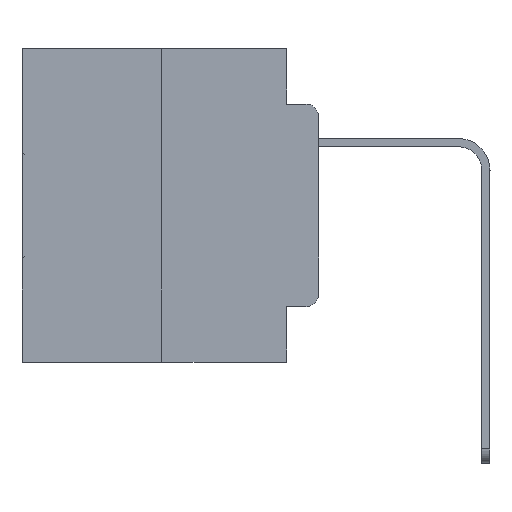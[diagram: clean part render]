
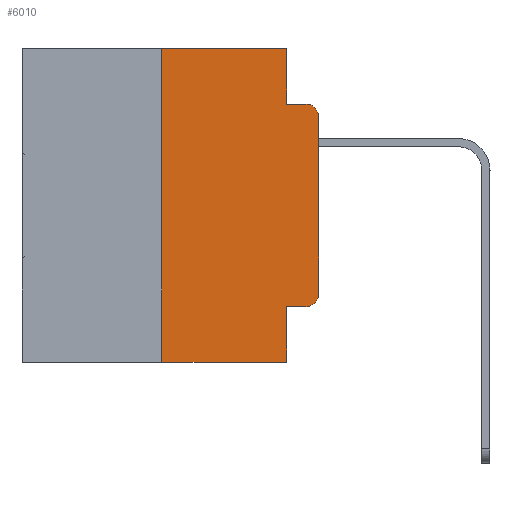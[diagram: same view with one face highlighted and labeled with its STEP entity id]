
A CAD part, left-side view. The second image highlights one B-rep face of the part: STEP entity #6010.
In plain terms, the highlighted planar face has unit normal (-1, 0, 0).
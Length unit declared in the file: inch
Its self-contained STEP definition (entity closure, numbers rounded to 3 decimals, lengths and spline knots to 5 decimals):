
#7 = FACE_OUTER_BOUND ( 'NONE', #6661, .T. ) ;
#47 = VERTEX_POINT ( 'NONE', #674 ) ;
#108 = CARTESIAN_POINT ( 'NONE',  ( 0., 0.051, 0. ) ) ;
#148 = DIRECTION ( 'NONE',  ( 0., 0., 1. ) ) ;
#218 = CARTESIAN_POINT ( 'NONE',  ( 0., 0.051, -0.4115 ) ) ;
#674 = CARTESIAN_POINT ( 'NONE',  ( 0., 0.02, -0.0885 ) ) ;
#864 = EDGE_CURVE ( 'NONE', #19098, #47, #1702, .T. ) ;
#1184 = VECTOR ( 'NONE', #148, 39.37008 ) ;
#1344 = ORIENTED_EDGE ( 'NONE', *, *, #25288, .T. ) ;
#1422 = LINE ( 'NONE', #3896, #16322 ) ;
#1702 = LINE ( 'NONE', #27454, #18746 ) ;
#2347 = DIRECTION ( 'NONE',  ( 0., 0., -1. ) ) ;
#3738 = CARTESIAN_POINT ( 'NONE',  ( 0., 0.25, -0.5 ) ) ;
#3752 = CIRCLE ( 'NONE', #27800, 0.02 ) ;
#3896 = CARTESIAN_POINT ( 'NONE',  ( 0., 0.473, 0. ) ) ;
#4532 = CARTESIAN_POINT ( 'NONE',  ( 0., 0., 0. ) ) ;
#5121 = VERTEX_POINT ( 'NONE', #6519 ) ;
#5332 = DIRECTION ( 'NONE',  ( 0., -1., 0. ) ) ;
#5850 = EDGE_CURVE ( 'NONE', #26796, #20544, #1422, .T. ) ;
#5938 = VERTEX_POINT ( 'NONE', #19761 ) ;
#6010 = ADVANCED_FACE ( 'NONE', ( #7 ), #6530, .F. ) ;
#6057 = ORIENTED_EDGE ( 'NONE', *, *, #5850, .F. ) ;
#6511 = VERTEX_POINT ( 'NONE', #19526 ) ;
#6519 = CARTESIAN_POINT ( 'NONE',  ( 0., 0., -0.1085 ) ) ;
#6530 = PLANE ( 'NONE',  #23778 ) ;
#6661 = EDGE_LOOP ( 'NONE', ( #19159, #1344, #12282, #18712, #6057, #13370, #18727, #21625, #16160, #7187 ) ) ;
#6861 = CARTESIAN_POINT ( 'NONE',  ( 0., 0.02, -0.1085 ) ) ;
#6904 = LINE ( 'NONE', #218, #28416 ) ;
#7084 = VERTEX_POINT ( 'NONE', #3738 ) ;
#7101 = LINE ( 'NONE', #28781, #1184 ) ;
#7187 = ORIENTED_EDGE ( 'NONE', *, *, #23319, .T. ) ;
#7919 = CARTESIAN_POINT ( 'NONE',  ( 0., 0.051, 0. ) ) ;
#9024 = CARTESIAN_POINT ( 'NONE',  ( 0., 0.473, -0.5 ) ) ;
#9202 = CARTESIAN_POINT ( 'NONE',  ( 0., 0.02, -0.4115 ) ) ;
#9294 = LINE ( 'NONE', #4532, #19753 ) ;
#9935 = LINE ( 'NONE', #108, #26955 ) ;
#10128 = CARTESIAN_POINT ( 'NONE',  ( 0., 0., -0.3915 ) ) ;
#10322 = LINE ( 'NONE', #9024, #24243 ) ;
#10388 = EDGE_CURVE ( 'NONE', #21110, #5121, #9294, .T. ) ;
#11276 = DIRECTION ( 'NONE',  ( 0., -1., 0. ) ) ;
#12282 = ORIENTED_EDGE ( 'NONE', *, *, #864, .F. ) ;
#12942 = CARTESIAN_POINT ( 'NONE',  ( 0., 0.473, 0. ) ) ;
#13234 = DIRECTION ( 'NONE',  ( 0., 0., -1. ) ) ;
#13370 = ORIENTED_EDGE ( 'NONE', *, *, #25244, .F. ) ;
#13484 = DIRECTION ( 'NONE',  ( 0., 0., -1. ) ) ;
#13676 = CARTESIAN_POINT ( 'NONE',  ( 0., 0.25, 0. ) ) ;
#14124 = EDGE_CURVE ( 'NONE', #7084, #5938, #10322, .T. ) ;
#14941 = VERTEX_POINT ( 'NONE', #9202 ) ;
#15211 = DIRECTION ( 'NONE',  ( 0., 0., -1. ) ) ;
#15905 = LINE ( 'NONE', #24246, #16606 ) ;
#16160 = ORIENTED_EDGE ( 'NONE', *, *, #19751, .T. ) ;
#16322 = VECTOR ( 'NONE', #28364, 39.37008 ) ;
#16606 = VECTOR ( 'NONE', #15211, 39.37008 ) ;
#18138 = DIRECTION ( 'NONE',  ( 0., 0., 1. ) ) ;
#18383 = DIRECTION ( 'NONE',  ( 0., -1., 0. ) ) ;
#18712 = ORIENTED_EDGE ( 'NONE', *, *, #24198, .F. ) ;
#18727 = ORIENTED_EDGE ( 'NONE', *, *, #14124, .T. ) ;
#18746 = VECTOR ( 'NONE', #5332, 39.37008 ) ;
#19098 = VERTEX_POINT ( 'NONE', #24241 ) ;
#19159 = ORIENTED_EDGE ( 'NONE', *, *, #10388, .T. ) ;
#19526 = CARTESIAN_POINT ( 'NONE',  ( 0., 0.051, -0.4115 ) ) ;
#19603 = DIRECTION ( 'NONE',  ( 0., 0., -1. ) ) ;
#19751 = EDGE_CURVE ( 'NONE', #6511, #14941, #6904, .T. ) ;
#19753 = VECTOR ( 'NONE', #18138, 39.37008 ) ;
#19761 = CARTESIAN_POINT ( 'NONE',  ( 0., 0.051, -0.5 ) ) ;
#20544 = VERTEX_POINT ( 'NONE', #7919 ) ;
#21110 = VERTEX_POINT ( 'NONE', #10128 ) ;
#21625 = ORIENTED_EDGE ( 'NONE', *, *, #23343, .F. ) ;
#23319 = EDGE_CURVE ( 'NONE', #14941, #21110, #3752, .T. ) ;
#23343 = EDGE_CURVE ( 'NONE', #6511, #5938, #15905, .T. ) ;
#23778 = AXIS2_PLACEMENT_3D ( 'NONE', #12942, #26418, #13234 ) ;
#24053 = CARTESIAN_POINT ( 'NONE',  ( 0., 0.02, -0.3915 ) ) ;
#24198 = EDGE_CURVE ( 'NONE', #20544, #19098, #9935, .T. ) ;
#24241 = CARTESIAN_POINT ( 'NONE',  ( 0., 0.051, -0.0885 ) ) ;
#24243 = VECTOR ( 'NONE', #11276, 39.37008 ) ;
#24246 = CARTESIAN_POINT ( 'NONE',  ( 0., 0.051, 0. ) ) ;
#25047 = AXIS2_PLACEMENT_3D ( 'NONE', #6861, #26749, #13484 ) ;
#25244 = EDGE_CURVE ( 'NONE', #7084, #26796, #7101, .T. ) ;
#25288 = EDGE_CURVE ( 'NONE', #5121, #47, #25509, .T. ) ;
#25509 = CIRCLE ( 'NONE', #25047, 0.02 ) ;
#26280 = DIRECTION ( 'NONE',  ( -1., 0., 0. ) ) ;
#26418 = DIRECTION ( 'NONE',  ( 1., 0., 0. ) ) ;
#26749 = DIRECTION ( 'NONE',  ( -1., 0., 0. ) ) ;
#26796 = VERTEX_POINT ( 'NONE', #13676 ) ;
#26955 = VECTOR ( 'NONE', #2347, 39.37008 ) ;
#27454 = CARTESIAN_POINT ( 'NONE',  ( 0., 0.051, -0.0885 ) ) ;
#27800 = AXIS2_PLACEMENT_3D ( 'NONE', #24053, #26280, #19603 ) ;
#28364 = DIRECTION ( 'NONE',  ( 0., -1., 0. ) ) ;
#28416 = VECTOR ( 'NONE', #18383, 39.37008 ) ;
#28781 = CARTESIAN_POINT ( 'NONE',  ( 0., 0.25, 0. ) ) ;
